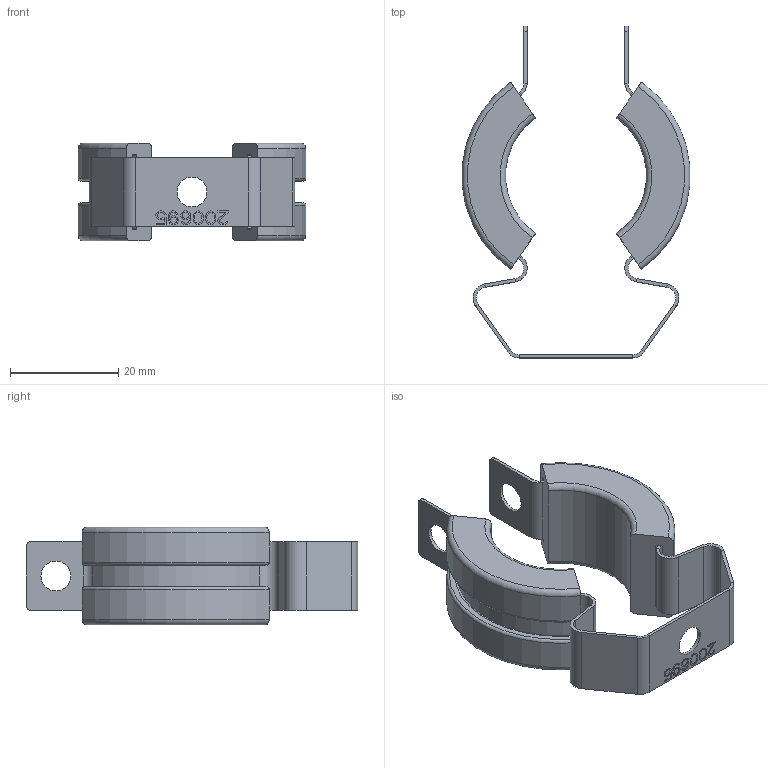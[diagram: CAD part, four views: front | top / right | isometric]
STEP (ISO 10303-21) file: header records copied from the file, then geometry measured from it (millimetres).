
FILE_DESCRIPTION((''),'2;1');
FILE_NAME('203554_ASM','2019-06-11T09:39:02',('pdmadmin'),('BANNER ENGINEERING'),'CREO PARAMETRIC BY PTC INC, 2018300','CREO PARAMETRIC BY PTC INC, 2018300','');
FILE_SCHEMA(('CONFIG_CONTROL_DESIGN'));
Length unit declared in the file: millimetre
Products named in the file (3): 200695; 211079_FOR_WEBCAD; 203554_ASM
Assembly tree (3 placements, depth 2):
  203554_ASM
    200695
    211079_FOR_WEBCAD  x2
Bounding box: 41.94 x 61.19 x 18 mm (x, y, z)
Volume: 8787.5 mm3; surface area: 10056.4 mm2
Topology: 3 solids, 3 shells, 418 faces, 1142 edges, 740 vertices
Faces by surface type: plane 352, cylinder 42, torus 24
Entity records: 12258 total; most frequent: CARTESIAN_POINT 2160, ORIENTED_EDGE 2140, DIRECTION 1974, EDGE_CURVE 1070, VECTOR 962, LINE 962, VERTEX_POINT 692, AXIS2_PLACEMENT_3D 506
